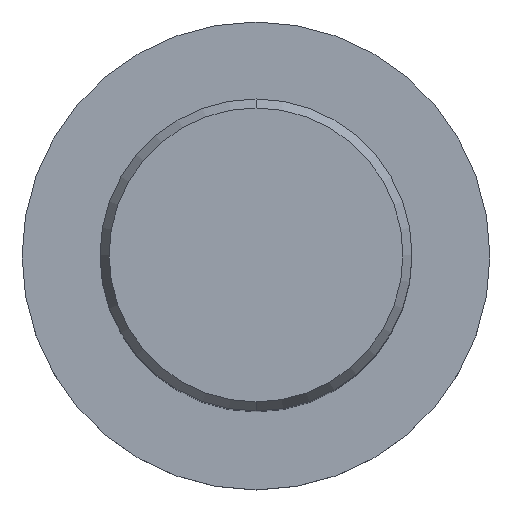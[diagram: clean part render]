
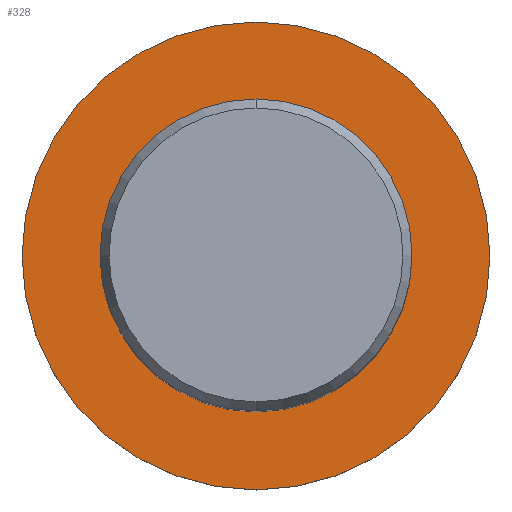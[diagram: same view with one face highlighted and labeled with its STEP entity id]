
A CAD part, top view. The second image highlights one B-rep face of the part: STEP entity #328.
In plain terms, the highlighted planar face has unit normal (0, 0, 1).
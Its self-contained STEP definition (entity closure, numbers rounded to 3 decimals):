
#204=EDGE_CURVE('',#264,#350,#493,.T.);
#244=EDGE_CURVE('',#342,#288,#536,.T.);
#264=VERTEX_POINT('',#559);
#288=VERTEX_POINT('',#587);
#318=EDGE_CURVE('',#288,#342,#619,.T.);
#328=ADVANCED_FACE('',(#630,#631),#632,.T.);
#342=VERTEX_POINT('',#647);
#350=VERTEX_POINT('',#656);
#380=EDGE_CURVE('',#350,#264,#691,.T.);
#493=CIRCLE('',#832,24.0);
#536=CIRCLE('',#930,16.0);
#559=CARTESIAN_POINT('',(0.,-24.0,-60.0));
#587=CARTESIAN_POINT('',(0.0,16.0,-60.0));
#619=CIRCLE('',#1162,16.0);
#630=FACE_BOUND('',#1174,.T.);
#631=FACE_OUTER_BOUND('',#1175,.T.);
#632=PLANE('',#1176);
#647=CARTESIAN_POINT('',(0.,-16.0,-60.0));
#656=CARTESIAN_POINT('',(0.0,24.0,-60.0));
#691=CIRCLE('',#1302,24.0);
#832=AXIS2_PLACEMENT_3D('',#1464,#1465,#1466);
#930=AXIS2_PLACEMENT_3D('',#1504,#1505,#1506);
#1162=AXIS2_PLACEMENT_3D('',#1606,#1607,#1608);
#1174=EDGE_LOOP('',(#1622,#1623));
#1175=EDGE_LOOP('',(#1624,#1625));
#1176=AXIS2_PLACEMENT_3D('',#1626,#1627,#1628);
#1302=AXIS2_PLACEMENT_3D('',#1716,#1717,#1718);
#1464=CARTESIAN_POINT('',(0.0,0.0,-60.0));
#1465=DIRECTION('',(0.0,0.0,-1.0));
#1466=DIRECTION('',(0.0,1.0,0.0));
#1504=CARTESIAN_POINT('',(0.0,0.0,-60.0));
#1505=DIRECTION('',(-0.0,0.0,-1.0));
#1506=DIRECTION('',(0.0,1.0,0.0));
#1606=CARTESIAN_POINT('',(0.0,0.0,-60.0));
#1607=DIRECTION('',(-0.0,0.0,-1.0));
#1608=DIRECTION('',(0.0,1.0,0.0));
#1622=ORIENTED_EDGE('',*,*,#318,.T.);
#1623=ORIENTED_EDGE('',*,*,#244,.T.);
#1624=ORIENTED_EDGE('',*,*,#380,.F.);
#1625=ORIENTED_EDGE('',*,*,#204,.F.);
#1626=CARTESIAN_POINT('',(0.0,12.0,-60.0));
#1627=DIRECTION('',(-0.0,0.0,1.0));
#1628=DIRECTION('',(0.0,-1.0,0.0));
#1716=CARTESIAN_POINT('',(0.0,0.0,-60.0));
#1717=DIRECTION('',(0.0,0.0,-1.0));
#1718=DIRECTION('',(0.0,1.0,0.0));
